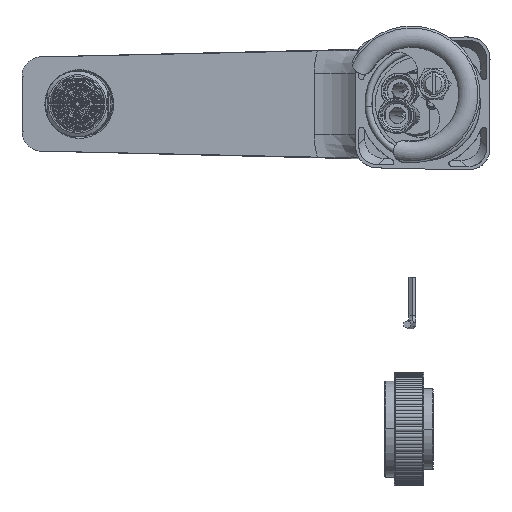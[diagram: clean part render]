
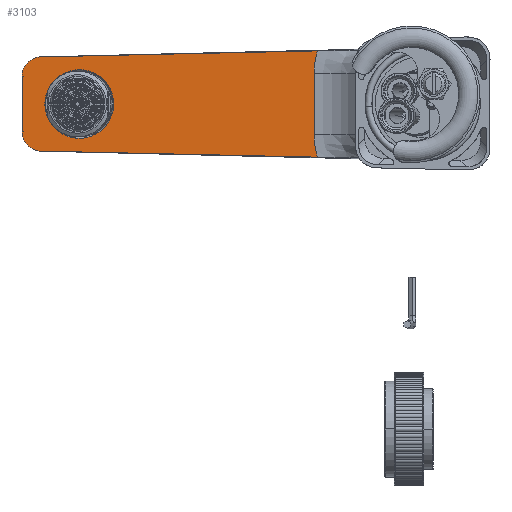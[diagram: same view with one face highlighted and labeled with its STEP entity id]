
A CAD part, top view. The second image highlights one B-rep face of the part: STEP entity #3103.
In plain terms, the highlighted planar face has unit normal (-0.018, 0, 1).
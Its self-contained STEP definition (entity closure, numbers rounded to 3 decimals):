
#570=CARTESIAN_POINT('',(-112.325,0.,
-116.598));
#571=CARTESIAN_POINT('',(-112.325,1.473,-116.598));
#572=CARTESIAN_POINT('',(-112.859,4.655,-116.607));
#573=CARTESIAN_POINT('',(-115.732,9.103,-116.658));
#574=CARTESIAN_POINT('',(-119.438,11.488,-116.722));
#575=CARTESIAN_POINT('',(-122.591,12.369,-116.777));
#576=CARTESIAN_POINT('',(-124.853,12.566,-116.817));
#577=CARTESIAN_POINT('',(-127.116,12.369,-116.856));
#578=CARTESIAN_POINT('',(-130.269,11.488,-116.911));
#579=CARTESIAN_POINT('',(-133.975,9.103,-116.976));
#580=CARTESIAN_POINT('',(-136.847,4.655,-117.026));
#581=CARTESIAN_POINT('',(-137.382,1.473,-117.035));
#582=CARTESIAN_POINT('',(-137.382,0.,-117.035));
#584=CARTESIAN_POINT('',(-137.382,0.,-117.035));
#585=CARTESIAN_POINT('',(-137.382,-1.473,
-117.035));
#586=CARTESIAN_POINT('',(-136.847,-4.655,
-117.026));
#587=CARTESIAN_POINT('',(-133.975,-9.103,
-116.976));
#588=CARTESIAN_POINT('',(-130.269,-11.488,
-116.911));
#589=CARTESIAN_POINT('',(-127.116,-12.369,
-116.856));
#590=CARTESIAN_POINT('',(-124.853,-12.566,
-116.817));
#591=CARTESIAN_POINT('',(-122.591,-12.369,
-116.777));
#592=CARTESIAN_POINT('',(-119.438,-11.488,
-116.722));
#593=CARTESIAN_POINT('',(-115.732,-9.103,
-116.658));
#594=CARTESIAN_POINT('',(-112.859,-4.655,
-116.607));
#595=CARTESIAN_POINT('',(-112.325,-1.473,
-116.598));
#596=CARTESIAN_POINT('',(-112.325,0.,-116.598));
#598=CARTESIAN_POINT('',(-139.426,17.137,-117.071));
#599=CARTESIAN_POINT('',(-140.428,16.957,-117.089));
#600=CARTESIAN_POINT('',(-142.095,16.315,-117.118));
#601=CARTESIAN_POINT('',(-143.979,14.837,-117.151));
#602=CARTESIAN_POINT('',(-145.287,12.878,-117.173));
#603=CARTESIAN_POINT('',(-145.718,11.202,-117.181));
#604=CARTESIAN_POINT('',(-145.718,10.184,-117.181));
#606=CARTESIAN_POINT('',(-38.134,19.344,-115.303));
#607=CARTESIAN_POINT('',(-38.337,18.681,-115.307));
#608=CARTESIAN_POINT('',(-38.694,17.34,-115.313));
#609=CARTESIAN_POINT('',(-39.079,15.295,-115.32));
#610=CARTESIAN_POINT('',(-39.311,13.227,-115.324));
#611=CARTESIAN_POINT('',(-39.363,11.84,-115.324));
#612=CARTESIAN_POINT('',(-39.362,11.147,-115.324));
#614=CARTESIAN_POINT('',(-38.134,-19.344,
-115.303));
#615=CARTESIAN_POINT('',(-38.337,-18.681,
-115.307));
#616=CARTESIAN_POINT('',(-38.694,-17.34,
-115.313));
#617=CARTESIAN_POINT('',(-39.079,-15.295,
-115.32));
#618=CARTESIAN_POINT('',(-39.311,-13.227,
-115.324));
#619=CARTESIAN_POINT('',(-39.363,-11.84,
-115.324));
#620=CARTESIAN_POINT('',(-39.362,-11.147,
-115.324));
#622=CARTESIAN_POINT('',(-145.718,-10.184,
-117.181));
#623=CARTESIAN_POINT('',(-145.718,-11.202,
-117.181));
#624=CARTESIAN_POINT('',(-145.287,-12.878,
-117.173));
#625=CARTESIAN_POINT('',(-143.979,-14.837,
-117.151));
#626=CARTESIAN_POINT('',(-142.095,-16.315,
-117.118));
#627=CARTESIAN_POINT('',(-140.428,-16.957,
-117.089));
#628=CARTESIAN_POINT('',(-139.426,-17.137,
-117.071));
#630=DIRECTION('',(0.,1.,0.));
#631=VECTOR('',#630,20.368);
#632=CARTESIAN_POINT('',(-145.718,-10.184,
-117.181));
#633=LINE('',#632,#631);
#1185=CARTESIAN_POINT('',(-139.426,17.137,
-117.071));
#1221=DIRECTION('',(-1.,-0.022,-0.017));
#1222=VECTOR('',#1221,101.331);
#1223=CARTESIAN_POINT('',(-38.134,19.344,
-115.303));
#1224=LINE('',#1223,#1222);
#1257=DIRECTION('',(0.,1.,0.));
#1258=VECTOR('',#1257,22.293);
#1259=CARTESIAN_POINT('',(-39.362,-11.147,
-115.324));
#1260=LINE('',#1259,#1258);
#1319=DIRECTION('',(1.,-0.022,0.017));
#1320=VECTOR('',#1319,101.331);
#1321=CARTESIAN_POINT('',(-139.426,-17.137,
-117.071));
#1322=LINE('',#1321,#1320);
#1817=CARTESIAN_POINT('',(-112.325,0.,-116.598));
#1818=VERTEX_POINT('',#1817);
#1819=CARTESIAN_POINT('',(-137.382,0.,-117.035));
#1820=VERTEX_POINT('',#1819);
#1857=VERTEX_POINT('',#614);
#1858=VERTEX_POINT('',#620);
#1874=VERTEX_POINT('',#606);
#1875=VERTEX_POINT('',#612);
#1987=CARTESIAN_POINT('',(-145.718,-10.184,
-117.181));
#1988=VERTEX_POINT('',#1987);
#1989=VERTEX_POINT('',#628);
#1995=VERTEX_POINT('',#1185);
#1996=VERTEX_POINT('',#604);
#3077=CARTESIAN_POINT('',(-156.846,23.576,
-117.375));
#3078=DIRECTION('',(-0.017,0.,1.));
#3079=DIRECTION('',(0.,-1.,0.));
#3080=AXIS2_PLACEMENT_3D('',#3077,#3078,#3079);
#3081=PLANE('',#3080);
#3082=ORIENTED_EDGE('',*,*,#2701,.F.);
#3084=ORIENTED_EDGE('',*,*,#3083,.F.);
#3086=ORIENTED_EDGE('',*,*,#3085,.T.);
#3088=ORIENTED_EDGE('',*,*,#3087,.F.);
#3090=ORIENTED_EDGE('',*,*,#3089,.F.);
#3092=ORIENTED_EDGE('',*,*,#3091,.F.);
#3093=ORIENTED_EDGE('',*,*,#3056,.F.);
#3094=ORIENTED_EDGE('',*,*,#3070,.T.);
#3095=EDGE_LOOP('',(#3082,#3084,#3086,#3088,#3090,#3092,#3093,#3094));
#3096=FACE_OUTER_BOUND('',#3095,.F.);
#3098=ORIENTED_EDGE('',*,*,#3097,.T.);
#3100=ORIENTED_EDGE('',*,*,#3099,.T.);
#3101=EDGE_LOOP('',(#3098,#3100));
#3102=FACE_BOUND('',#3101,.F.);
#3103=ADVANCED_FACE('',(#3096,#3102),#3081,.T.);
#583=B_SPLINE_CURVE_WITH_KNOTS('',3,(#570,#571,#572,#573,#574,#575,#576,#577,
#578,#579,#580,#581,#582),.UNSPECIFIED.,.F.,.F.,(4,1,1,1,1,1,1,1,1,1,4),(0.,
0.125,0.25,0.375,0.438,0.5,0.563,0.625,0.75,0.875,1.),
.UNSPECIFIED.);
#597=B_SPLINE_CURVE_WITH_KNOTS('',3,(#584,#585,#586,#587,#588,#589,#590,#591,
#592,#593,#594,#595,#596),.UNSPECIFIED.,.F.,.F.,(4,1,1,1,1,1,1,1,1,1,4),(0.,
0.125,0.25,0.375,0.438,0.5,0.563,0.625,0.75,0.875,1.),
.UNSPECIFIED.);
#605=B_SPLINE_CURVE_WITH_KNOTS('',3,(#598,#599,#600,#601,#602,#603,#604),
.UNSPECIFIED.,.F.,.F.,(4,1,1,1,4),(0.,0.25,0.5,0.75,1.),
.UNSPECIFIED.);
#613=B_SPLINE_CURVE_WITH_KNOTS('',3,(#606,#607,#608,#609,#610,#611,#612),
.UNSPECIFIED.,.F.,.F.,(4,1,1,1,4),(0.,0.25,0.5,
0.75,1.),.UNSPECIFIED.);
#621=B_SPLINE_CURVE_WITH_KNOTS('',3,(#614,#615,#616,#617,#618,#619,#620),
.UNSPECIFIED.,.F.,.F.,(4,1,1,1,4),(0.,0.25,0.5,
0.75,1.),.UNSPECIFIED.);
#629=B_SPLINE_CURVE_WITH_KNOTS('',3,(#622,#623,#624,#625,#626,#627,#628),
.UNSPECIFIED.,.F.,.F.,(4,1,1,1,4),(0.,0.25,0.5,0.75,1.),
.UNSPECIFIED.);
#2701=EDGE_CURVE('',#1995,#1996,#605,.T.);
#3056=EDGE_CURVE('',#1988,#1989,#629,.T.);
#3070=EDGE_CURVE('',#1988,#1996,#633,.T.);
#3083=EDGE_CURVE('',#1874,#1995,#1224,.T.);
#3085=EDGE_CURVE('',#1874,#1875,#613,.T.);
#3087=EDGE_CURVE('',#1858,#1875,#1260,.T.);
#3089=EDGE_CURVE('',#1857,#1858,#621,.T.);
#3091=EDGE_CURVE('',#1989,#1857,#1322,.T.);
#3097=EDGE_CURVE('',#1818,#1820,#583,.T.);
#3099=EDGE_CURVE('',#1820,#1818,#597,.T.);
